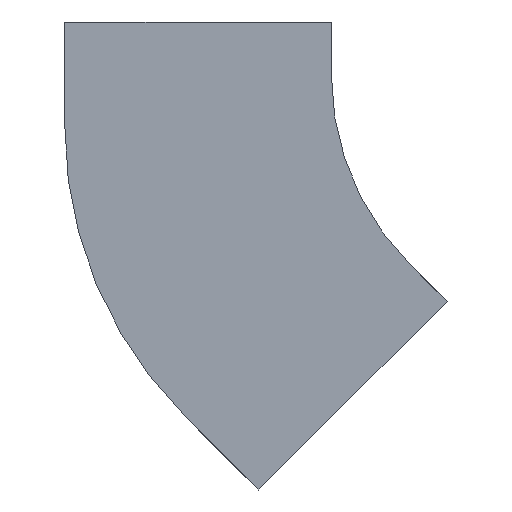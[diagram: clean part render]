
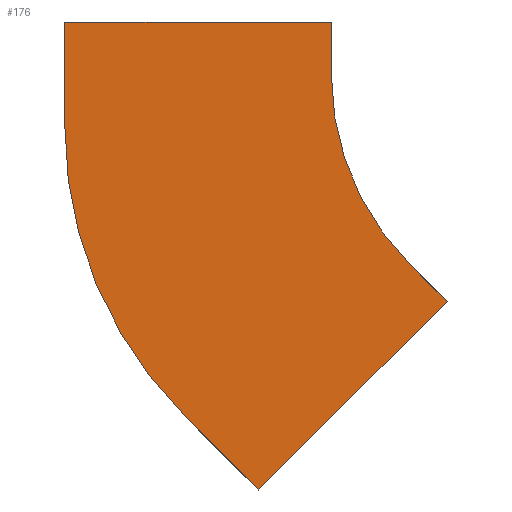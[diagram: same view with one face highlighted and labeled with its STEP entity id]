
A CAD part, front view. The second image highlights one B-rep face of the part: STEP entity #176.
In plain terms, the highlighted planar face has unit normal (0, -1, 0).
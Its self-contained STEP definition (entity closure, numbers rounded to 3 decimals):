
#83 = ORIENTED_EDGE ( 'NONE', *, *, #274, .F. ) ;
#84 = ORIENTED_EDGE ( 'NONE', *, *, #262, .F. ) ;
#85 = ORIENTED_EDGE ( 'NONE', *, *, #256, .F. ) ;
#86 = ORIENTED_EDGE ( 'NONE', *, *, #245, .F. ) ;
#87 = ORIENTED_EDGE ( 'NONE', *, *, #893, .F. ) ;
#88 = ORIENTED_EDGE ( 'NONE', *, *, #878, .F. ) ;
#89 = ORIENTED_EDGE ( 'NONE', *, *, #874, .F. ) ;
#90 = ORIENTED_EDGE ( 'NONE', *, *, #277, .F. ) ;
#176 = ADVANCED_FACE ( 'NONE', ( #1120 ), #236, .F. ) ;
#232 = DIRECTION ( 'NONE',  ( 0., 0., 1. ) ) ;
#233 = DIRECTION ( 'NONE',  ( 0., 1., 0. ) ) ;
#234 = CARTESIAN_POINT ( 'NONE',  ( 155., 0., -58.995 ) ) ;
#236 = PLANE ( 'NONE',  #338 ) ;
#245 = EDGE_CURVE ( 'NONE', #478, #472, #1152, .T. ) ;
#256 = EDGE_CURVE ( 'NONE', #472, #466, #1166, .T. ) ;
#262 = EDGE_CURVE ( 'NONE', #466, #457, #1179, .T. ) ;
#274 = EDGE_CURVE ( 'NONE', #457, #450, #1198, .T. ) ;
#277 = EDGE_CURVE ( 'NONE', #450, #901, #1203, .T. ) ;
#338 = AXIS2_PLACEMENT_3D ( 'NONE', #234, #233, #232 ) ;
#450 = VERTEX_POINT ( 'NONE', #1757 ) ;
#457 = VERTEX_POINT ( 'NONE', #577 ) ;
#466 = VERTEX_POINT ( 'NONE', #586 ) ;
#472 = VERTEX_POINT ( 'NONE', #592 ) ;
#478 = VERTEX_POINT ( 'NONE', #598 ) ;
#490 = VERTEX_POINT ( 'NONE', #610 ) ;
#498 = AXIS2_PLACEMENT_3D ( 'NONE', #1569, #1570, #1571 ) ;
#513 = AXIS2_PLACEMENT_3D ( 'NONE', #1643, #1644, #1645 ) ;
#577 = CARTESIAN_POINT ( 'NONE',  ( 34.081, 0., -263.345 ) ) ;
#586 = CARTESIAN_POINT ( 'NONE',  ( 140.147, 0., -157.279 ) ) ;
#592 = CARTESIAN_POINT ( 'NONE',  ( 118.934, 0., -136.066 ) ) ;
#598 = CARTESIAN_POINT ( 'NONE',  ( 75., 0., -30. ) ) ;
#610 = CARTESIAN_POINT ( 'NONE',  ( -75., 0., 0. ) ) ;
#735 = CARTESIAN_POINT ( 'NONE',  ( -75., 0., 0. ) ) ;
#736 = DIRECTION ( 'NONE',  ( 0., 0., 1. ) ) ;
#751 = CARTESIAN_POINT ( 'NONE',  ( -75., 0., 0. ) ) ;
#752 = DIRECTION ( 'NONE',  ( 1., 0., 0. ) ) ;
#777 = CARTESIAN_POINT ( 'NONE',  ( 75., 0., 0. ) ) ;
#778 = DIRECTION ( 'NONE',  ( 0., 0., -1. ) ) ;
#782 = CARTESIAN_POINT ( 'NONE',  ( 75., 0., 0. ) ) ;
#792 = CARTESIAN_POINT ( 'NONE',  ( -75., 0., -58.995 ) ) ;
#874 = EDGE_CURVE ( 'NONE', #901, #490, #1360, .T. ) ;
#878 = EDGE_CURVE ( 'NONE', #490, #896, #1367, .T. ) ;
#893 = EDGE_CURVE ( 'NONE', #896, #478, #1393, .T. ) ;
#896 = VERTEX_POINT ( 'NONE', #782 ) ;
#901 = VERTEX_POINT ( 'NONE', #792 ) ;
#1001 = EDGE_LOOP ( 'NONE', ( #83, #84, #85, #86, #87, #88, #89, #90 ) ) ;
#1120 = FACE_OUTER_BOUND ( 'NONE', #1001, .T. ) ;
#1152 = CIRCLE ( 'NONE', #498, 150. ) ;
#1166 = LINE ( 'NONE', #1595, #1170 ) ;
#1170 = VECTOR ( 'NONE', #1592, 1000. ) ;
#1179 = LINE ( 'NONE', #1608, #1182 ) ;
#1182 = VECTOR ( 'NONE', #1609, 1000. ) ;
#1198 = LINE ( 'NONE', #1634, #1202 ) ;
#1202 = VECTOR ( 'NONE', #1632, 1000. ) ;
#1203 = CIRCLE ( 'NONE', #513, 230. ) ;
#1360 = LINE ( 'NONE', #735, #1362 ) ;
#1362 = VECTOR ( 'NONE', #736, 1000. ) ;
#1367 = LINE ( 'NONE', #751, #1370 ) ;
#1370 = VECTOR ( 'NONE', #752, 1000. ) ;
#1393 = LINE ( 'NONE', #777, #1395 ) ;
#1395 = VECTOR ( 'NONE', #778, 1000. ) ;
#1569 = CARTESIAN_POINT ( 'NONE',  ( 225., 0., -30. ) ) ;
#1570 = DIRECTION ( 'NONE',  ( 0., -1., 0. ) ) ;
#1571 = DIRECTION ( 'NONE',  ( 0., 0., -1. ) ) ;
#1592 = DIRECTION ( 'NONE',  ( 0.707, 0., -0.707 ) ) ;
#1595 = CARTESIAN_POINT ( 'NONE',  ( 140.147, 0., -157.279 ) ) ;
#1608 = CARTESIAN_POINT ( 'NONE',  ( 34.081, 0., -263.345 ) ) ;
#1609 = DIRECTION ( 'NONE',  ( -0.707, 0., -0.707 ) ) ;
#1632 = DIRECTION ( 'NONE',  ( -0.707, 0., 0.707 ) ) ;
#1634 = CARTESIAN_POINT ( 'NONE',  ( -7.635, 0., -221.63 ) ) ;
#1643 = CARTESIAN_POINT ( 'NONE',  ( 155., 0., -58.995 ) ) ;
#1644 = DIRECTION ( 'NONE',  ( 0., 1., 0. ) ) ;
#1645 = DIRECTION ( 'NONE',  ( 0., 0., 1. ) ) ;
#1757 = CARTESIAN_POINT ( 'NONE',  ( -7.635, 0., -221.63 ) ) ;
